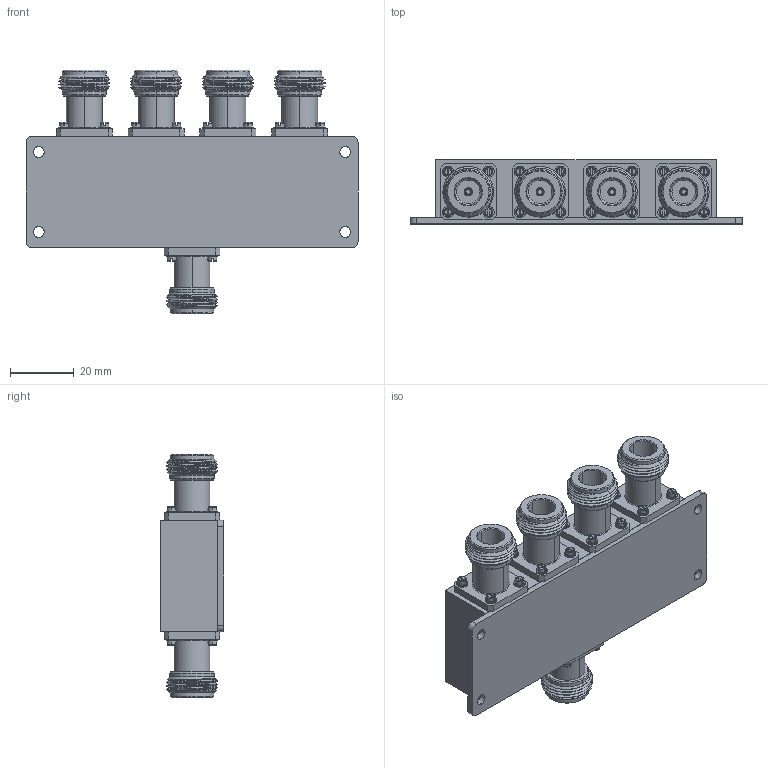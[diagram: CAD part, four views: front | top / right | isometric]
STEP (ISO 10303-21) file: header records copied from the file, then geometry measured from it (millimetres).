
FILE_DESCRIPTION (( 'STEP AP214' ), '1' );
FILE_NAME ('FMDV1210_3D.step', '2023-04-01T06:16:51', ( '' ), ( '' ), 'SwSTEP 2.0', 'SolidWorks 2022', '' );
FILE_SCHEMA (( 'AUTOMOTIVE_DESIGN' ));
Length unit declared in the file: millimetre
Products named in the file (4): Copy of POWER DIVIDER ENCLOSURE^FMDV1210; Copy of SCR,M2x4,RndHdSlot^FMDV1210; FMDV1210_3D; Copy of PE4444^FMDV1210
Assembly tree (26 placements, depth 2):
  FMDV1210_3D
    Copy of POWER DIVIDER ENCLOSURE^FMDV1210
    Copy of PE4444^FMDV1210  x5
    Copy of SCR,M2x4,RndHdSlot^FMDV1210  x20
Bounding box: 104 x 20 x 76.4 mm (x, y, z)
Volume: 76156.8 mm3; surface area: 32498 mm2
Topology: 27 solids, 32 shells, 864 faces, 2050 edges, 1330 vertices
Faces by surface type: plane 352, cylinder 317, cone 110, torus 70, bspline 15
Entity records: 6093 total; most frequent: CARTESIAN_POINT 2106, DIRECTION 786, ORIENTED_EDGE 688, EDGE_CURVE 344, AXIS2_PLACEMENT_3D 313, VERTEX_POINT 223, EDGE_LOOP 169, VECTOR 160
